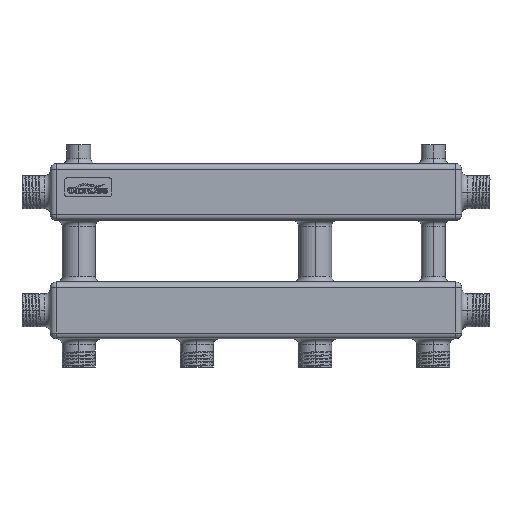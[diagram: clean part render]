
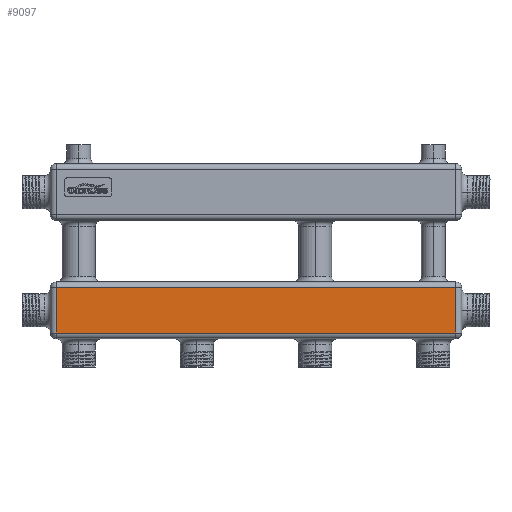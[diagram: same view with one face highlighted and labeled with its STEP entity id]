
A CAD part, top view. The second image highlights one B-rep face of the part: STEP entity #9097.
In plain terms, the highlighted planar face has unit normal (0, 0, 1).
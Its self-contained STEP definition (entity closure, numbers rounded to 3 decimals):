
#1034 = LINE ( 'NONE', #14464, #20903 ) ;
#1553 = ORIENTED_EDGE ( 'NONE', *, *, #8141, .T. ) ;
#1749 = ORIENTED_EDGE ( 'NONE', *, *, #26531, .T. ) ;
#1885 = CARTESIAN_POINT ( 'NONE',  ( 0., -38.5, 30. ) ) ;
#2280 = CARTESIAN_POINT ( 'NONE',  ( 6., -38.5, 30. ) ) ;
#2642 = CARTESIAN_POINT ( 'NONE',  ( 0., -86.5, 30. ) ) ;
#3660 = CARTESIAN_POINT ( 'NONE',  ( 429., -86.5, 30. ) ) ;
#4239 = CARTESIAN_POINT ( 'NONE',  ( 0., 0., 30. ) ) ;
#5282 = VERTEX_POINT ( 'NONE', #2280 ) ;
#5309 = CARTESIAN_POINT ( 'NONE',  ( 429., -38.5, 30. ) ) ;
#8141 = EDGE_CURVE ( 'NONE', #28557, #5282, #29665, .T. ) ;
#9097 = ADVANCED_FACE ( 'NONE', ( #19121 ), #23270, .T. ) ;
#9428 = CARTESIAN_POINT ( 'NONE',  ( 6., 0., 30. ) ) ;
#14464 = CARTESIAN_POINT ( 'NONE',  ( 429., 0., 30. ) ) ;
#14859 = DIRECTION ( 'NONE',  ( 1., 0., 0. ) ) ;
#15097 = LINE ( 'NONE', #9428, #27339 ) ;
#16544 = ORIENTED_EDGE ( 'NONE', *, *, #34707, .T. ) ;
#18861 = VERTEX_POINT ( 'NONE', #3660 ) ;
#18955 = DIRECTION ( 'NONE',  ( 1., 0., 0. ) ) ;
#19121 = FACE_OUTER_BOUND ( 'NONE', #22418, .T. ) ;
#19587 = VECTOR ( 'NONE', #23043, 1000. ) ;
#20385 = AXIS2_PLACEMENT_3D ( 'NONE', #4239, #22916, #14859 ) ;
#20903 = VECTOR ( 'NONE', #22423, 1000. ) ;
#21708 = LINE ( 'NONE', #2642, #32212 ) ;
#22418 = EDGE_LOOP ( 'NONE', ( #29615, #1749, #16544, #1553 ) ) ;
#22423 = DIRECTION ( 'NONE',  ( 0., 1., 0. ) ) ;
#22916 = DIRECTION ( 'NONE',  ( 0., 0., 1. ) ) ;
#23043 = DIRECTION ( 'NONE',  ( -1., 0., 0. ) ) ;
#23270 = PLANE ( 'NONE',  #20385 ) ;
#23887 = VERTEX_POINT ( 'NONE', #28734 ) ;
#26531 = EDGE_CURVE ( 'NONE', #23887, #18861, #21708, .T. ) ;
#27339 = VECTOR ( 'NONE', #28286, 1000. ) ;
#28286 = DIRECTION ( 'NONE',  ( 0., -1., 0. ) ) ;
#28557 = VERTEX_POINT ( 'NONE', #5309 ) ;
#28734 = CARTESIAN_POINT ( 'NONE',  ( 6., -86.5, 30. ) ) ;
#29615 = ORIENTED_EDGE ( 'NONE', *, *, #32763, .T. ) ;
#29665 = LINE ( 'NONE', #1885, #19587 ) ;
#32212 = VECTOR ( 'NONE', #18955, 1000. ) ;
#32763 = EDGE_CURVE ( 'NONE', #5282, #23887, #15097, .T. ) ;
#34707 = EDGE_CURVE ( 'NONE', #18861, #28557, #1034, .T. ) ;
